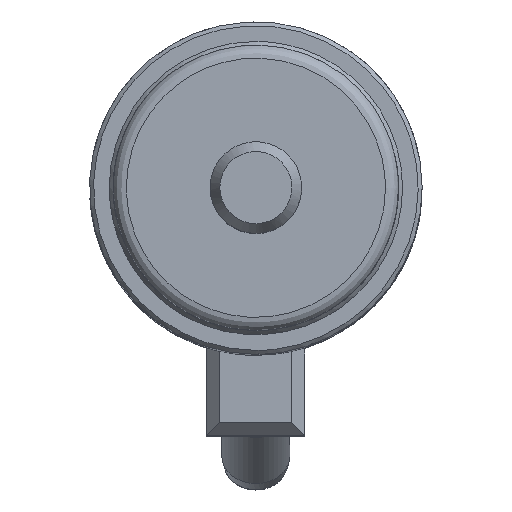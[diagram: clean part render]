
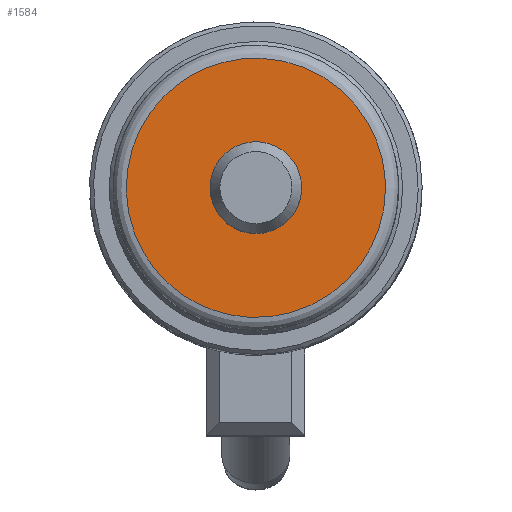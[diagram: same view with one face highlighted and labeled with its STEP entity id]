
A CAD part, top view. The second image highlights one B-rep face of the part: STEP entity #1584.
In plain terms, the highlighted free-form (B-spline) face has degree [1, 1] with [2, 2] control points.
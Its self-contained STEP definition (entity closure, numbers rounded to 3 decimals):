
#551 = EDGE_CURVE('',#552,#552,#554,.T.);
#552 = VERTEX_POINT('',#553);
#553 = CARTESIAN_POINT('',(0.,-4.368,
    101.579));
#554 = ( BOUNDED_CURVE() B_SPLINE_CURVE(2,(#555,#556,#557,#558,#559,#560
,#561),.UNSPECIFIED.,.T.,.F.) B_SPLINE_CURVE_WITH_KNOTS((3,2,2,3),(
    3.142,5.236,7.33,9.425),
.PIECEWISE_BEZIER_KNOTS.) CURVE() GEOMETRIC_REPRESENTATION_ITEM() 
RATIONAL_B_SPLINE_CURVE((1.,0.5,1.,0.5,1.,0.5,1.)) REPRESENTATION_ITEM(
  '') );
#555 = CARTESIAN_POINT('',(0.,-4.368,
    101.579));
#556 = CARTESIAN_POINT('',(-7.565,-4.368,
    101.579));
#557 = CARTESIAN_POINT('',(-3.782,2.184,
    101.579));
#558 = CARTESIAN_POINT('',(0.,8.735,
    101.579));
#559 = CARTESIAN_POINT('',(3.782,2.184,101.579
    ));
#560 = CARTESIAN_POINT('',(7.565,-4.368,101.579
    ));
#561 = CARTESIAN_POINT('',(0.,-4.368,
    101.579));
#1584 = ADVANCED_FACE('',(#1585,#1599),#1602,.T.);
#1585 = FACE_BOUND('',#1586,.T.);
#1586 = EDGE_LOOP('',(#1587));
#1587 = ORIENTED_EDGE('',*,*,#1588,.F.);
#1588 = EDGE_CURVE('',#1589,#1589,#1591,.T.);
#1589 = VERTEX_POINT('',#1590);
#1590 = CARTESIAN_POINT('',(12.354,0.,
    101.579));
#1591 = ( BOUNDED_CURVE() B_SPLINE_CURVE(2,(#1592,#1593,#1594,#1595,
#1596,#1597,#1598),.UNSPECIFIED.,.T.,.F.) B_SPLINE_CURVE_WITH_KNOTS((1,2
    ,2,2,2,1),(-2.094,0.,2.094,4.189,
6.283,8.378),.UNSPECIFIED.) CURVE() 
GEOMETRIC_REPRESENTATION_ITEM() RATIONAL_B_SPLINE_CURVE((1.,0.5,1.,0.5,
1.,0.5,1.)) REPRESENTATION_ITEM('') );
#1592 = CARTESIAN_POINT('',(12.354,0.,
    101.579));
#1593 = CARTESIAN_POINT('',(12.354,-21.398,
    101.579));
#1594 = CARTESIAN_POINT('',(-6.177,-10.699,
    101.579));
#1595 = CARTESIAN_POINT('',(-24.708,0.,
    101.579));
#1596 = CARTESIAN_POINT('',(-6.177,10.699,
    101.579));
#1597 = CARTESIAN_POINT('',(12.354,21.398,
    101.579));
#1598 = CARTESIAN_POINT('',(12.354,0.,
    101.579));
#1599 = FACE_BOUND('',#1600,.T.);
#1600 = EDGE_LOOP('',(#1601));
#1601 = ORIENTED_EDGE('',*,*,#551,.T.);
#1602 = B_SPLINE_SURFACE_WITH_KNOTS('',1,1,(
    (#1603,#1604)
    ,(#1605,#1606
    )),.UNSPECIFIED.,.F.,.F.,.F.,(2,2),(2,2),(-9.9,9.9),(-19.8,0.),
  .PIECEWISE_BEZIER_KNOTS.);
#1603 = CARTESIAN_POINT('',(-12.354,-12.354,
    101.579));
#1604 = CARTESIAN_POINT('',(-12.354,12.354,
    101.579));
#1605 = CARTESIAN_POINT('',(12.354,-12.354,
    101.579));
#1606 = CARTESIAN_POINT('',(12.354,12.354,
    101.579));
